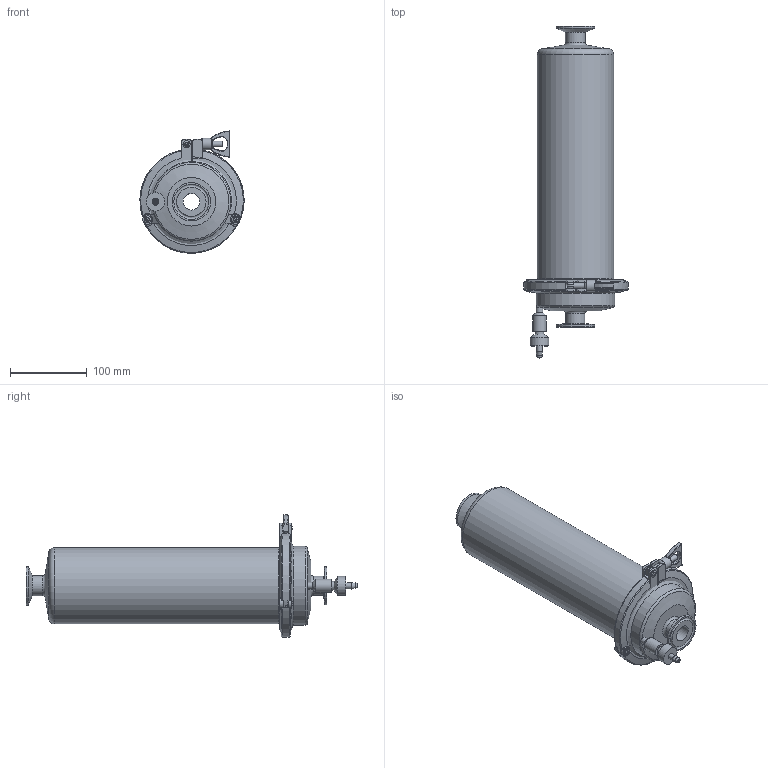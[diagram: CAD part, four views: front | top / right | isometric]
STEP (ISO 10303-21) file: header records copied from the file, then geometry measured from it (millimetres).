
FILE_DESCRIPTION((''),'2;1');
FILE_NAME('01-0212-10LONGX1-TC-1-4 VALVE.stp','2012-04-02T16:14:47',('Owner'),(''),'Autodesk Inventor 2012','Autodesk Inventor 2012','');
FILE_SCHEMA(('AUTOMOTIVE_DESIGN { 1 0 10303 214 1 1 1 1 }'));
Length unit declared in the file: inch
Products named in the file (10): 01-0212-10LONGX1-TC-1-4 VALVE; 01-0212-bottom head; 01-0212-1-4-VENT VALVE; 01-0212-SEAL-4.0- TC; 01-0212-CENTER PIPE; TRI CLAMP ASSY; TRI-CLAMP; TRI-CLAMP-PIN; TRI CLAMP STUD; TRI CLAMP WING NUT
Assembly tree (11 placements, depth 3):
  01-0212-10LONGX1-TC-1-4 VALVE
    01-0212-bottom head
    01-0212-1-4-VENT VALVE
    01-0212-SEAL-4.0- TC
    01-0212-CENTER PIPE
    TRI CLAMP ASSY
      TRI-CLAMP
      TRI-CLAMP-PIN  x3
      TRI CLAMP STUD
      TRI CLAMP WING NUT
Bounding box: 136.18 x 433.7 x 159.68 mm (x, y, z)
Volume: 476430.8 mm3; surface area: 314575.7 mm2
Topology: 13 solids, 13 shells, 295 faces, 741 edges, 476 vertices
Faces by surface type: plane 121, cylinder 98, torus 38, cone 24, bspline 14
Full cylindrical faces by diameter (mm): 2.54 x1, 3.81 x3, 4.179 x3, 5.08 x7, 5.842 x2, 7.62 x2, 7.678 x1, 8.89 x1, 11.262 x1, 15.24 x1, 17.19 x1, 21.59 x2, 24.305 x1, 24.765 x1, 26.035 x1, 50.165 x1, 50.292 x1, 57.15 x1, 73.025 x1, 95.25 x1, 96.52 x1, 99.695 x1, 102.87 x1, 118.745 x3
Entity records: 9437 total; most frequent: CARTESIAN_POINT 2622, DIRECTION 1367, ORIENTED_EDGE 1288, EDGE_CURVE 644, AXIS2_PLACEMENT_3D 555, VERTEX_POINT 452, EDGE_LOOP 392, FACE_OUTER_BOUND 283
